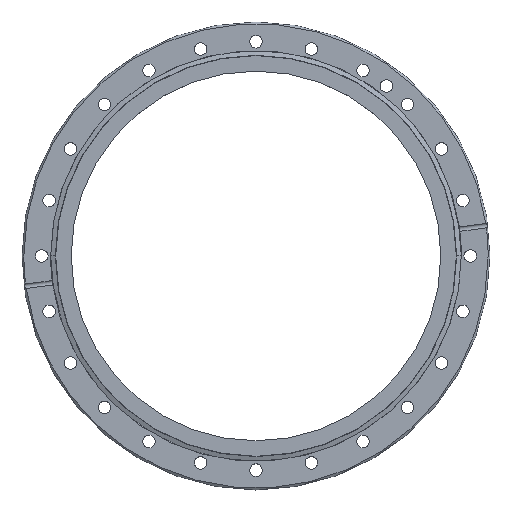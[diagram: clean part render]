
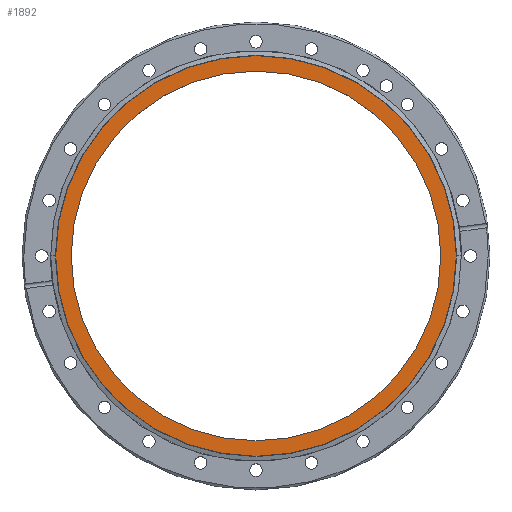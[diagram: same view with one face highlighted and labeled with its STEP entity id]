
A CAD part, top view. The second image highlights one B-rep face of the part: STEP entity #1892.
In plain terms, the highlighted planar face has unit normal (0, 0, 1).
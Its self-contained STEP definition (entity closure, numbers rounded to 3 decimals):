
#20 = DIRECTION ( 'NONE',  ( 0., 0., 1. ) ) ;
#95 = EDGE_LOOP ( 'NONE', ( #1535, #3159 ) ) ;
#397 = DIRECTION ( 'NONE',  ( 1., 0., 0. ) ) ;
#492 = DIRECTION ( 'NONE',  ( 1., 0., 0. ) ) ;
#500 = VERTEX_POINT ( 'NONE', #3079 ) ;
#505 = CARTESIAN_POINT ( 'NONE',  ( 0., 0., -1.2 ) ) ;
#569 = DIRECTION ( 'NONE',  ( 0., 0., -1. ) ) ;
#584 = DIRECTION ( 'NONE',  ( 0., 0., 1. ) ) ;
#599 = EDGE_CURVE ( 'NONE', #937, #2776, #806, .T. ) ;
#729 = FACE_OUTER_BOUND ( 'NONE', #2127, .T. ) ;
#744 = PLANE ( 'NONE',  #2178 ) ;
#806 = CIRCLE ( 'NONE', #1210, 100. ) ;
#879 = CARTESIAN_POINT ( 'NONE',  ( 0., 0., -1.2 ) ) ;
#937 = VERTEX_POINT ( 'NONE', #2035 ) ;
#1001 = EDGE_CURVE ( 'NONE', #2883, #500, #1603, .T. ) ;
#1056 = CIRCLE ( 'NONE', #3041, 108.398 ) ;
#1087 = ORIENTED_EDGE ( 'NONE', *, *, #1944, .T. ) ;
#1208 = ORIENTED_EDGE ( 'NONE', *, *, #1001, .T. ) ;
#1210 = AXIS2_PLACEMENT_3D ( 'NONE', #1782, #1765, #1762 ) ;
#1278 = CARTESIAN_POINT ( 'NONE',  ( 0., 0., -1.2 ) ) ;
#1308 = CARTESIAN_POINT ( 'NONE',  ( 0., 0., -1.2 ) ) ;
#1383 = CIRCLE ( 'NONE', #2818, 100. ) ;
#1414 = DIRECTION ( 'NONE',  ( 1., 0., 0. ) ) ;
#1535 = ORIENTED_EDGE ( 'NONE', *, *, #599, .T. ) ;
#1540 = CARTESIAN_POINT ( 'NONE',  ( 100., 0., -1.2 ) ) ;
#1603 = CIRCLE ( 'NONE', #2695, 108.398 ) ;
#1638 = EDGE_CURVE ( 'NONE', #2776, #937, #1383, .T. ) ;
#1762 = DIRECTION ( 'NONE',  ( 1., 0., 0. ) ) ;
#1765 = DIRECTION ( 'NONE',  ( 0., 0., -1. ) ) ;
#1782 = CARTESIAN_POINT ( 'NONE',  ( 0., 0., -1.2 ) ) ;
#1892 = ADVANCED_FACE ( 'NONE', ( #729, #3484 ), #744, .T. ) ;
#1944 = EDGE_CURVE ( 'NONE', #500, #2883, #1056, .T. ) ;
#2035 = CARTESIAN_POINT ( 'NONE',  ( -100., 0., -1.2 ) ) ;
#2127 = EDGE_LOOP ( 'NONE', ( #1208, #1087 ) ) ;
#2178 = AXIS2_PLACEMENT_3D ( 'NONE', #879, #584, #492 ) ;
#2219 = DIRECTION ( 'NONE',  ( 0., 0., 1. ) ) ;
#2376 = CARTESIAN_POINT ( 'NONE',  ( 108.398, 0., -1.2 ) ) ;
#2695 = AXIS2_PLACEMENT_3D ( 'NONE', #1278, #2219, #2789 ) ;
#2776 = VERTEX_POINT ( 'NONE', #1540 ) ;
#2789 = DIRECTION ( 'NONE',  ( 1., 0., 0. ) ) ;
#2818 = AXIS2_PLACEMENT_3D ( 'NONE', #505, #569, #397 ) ;
#2883 = VERTEX_POINT ( 'NONE', #2376 ) ;
#3041 = AXIS2_PLACEMENT_3D ( 'NONE', #1308, #20, #1414 ) ;
#3079 = CARTESIAN_POINT ( 'NONE',  ( -108.398, 0., -1.2 ) ) ;
#3159 = ORIENTED_EDGE ( 'NONE', *, *, #1638, .T. ) ;
#3484 = FACE_BOUND ( 'NONE', #95, .T. ) ;
